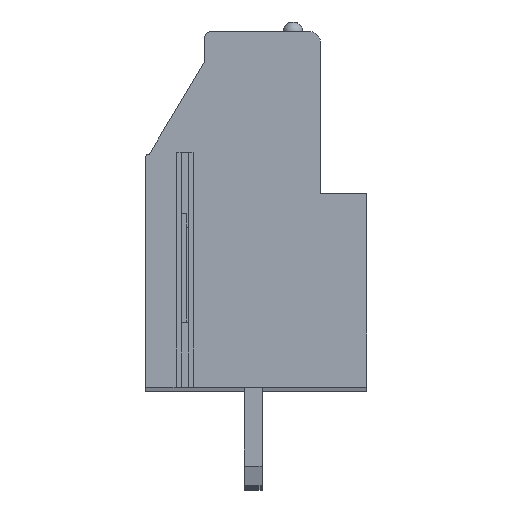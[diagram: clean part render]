
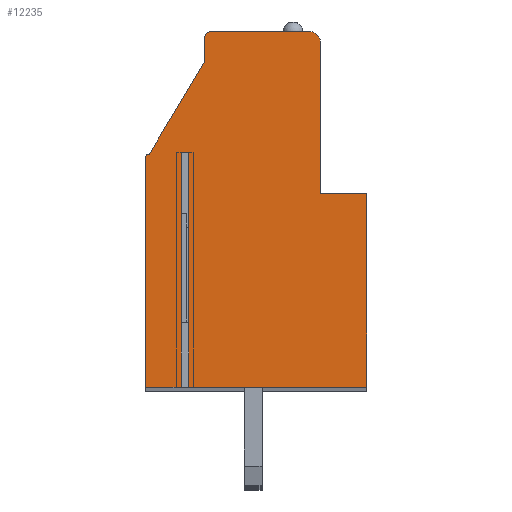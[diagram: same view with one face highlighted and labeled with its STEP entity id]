
A CAD part, top view. The second image highlights one B-rep face of the part: STEP entity #12235.
In plain terms, the highlighted planar face has unit normal (0, 0, 1).
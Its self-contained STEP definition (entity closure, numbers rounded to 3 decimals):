
#30=DIRECTION('',(-1.,0.,0.));
#31=VECTOR('',#30,0.38);
#32=CARTESIAN_POINT('',(-3.27,4.204,119.38));
#33=LINE('',#32,#31);
#34=DIRECTION('',(0.,1.,0.));
#35=VECTOR('',#34,11.9);
#36=CARTESIAN_POINT('',(-3.65,-7.696,119.38));
#37=LINE('',#36,#35);
#38=DIRECTION('',(1.,0.,0.));
#39=VECTOR('',#38,1.81);
#40=CARTESIAN_POINT('',(-5.46,-7.696,119.38));
#41=LINE('',#40,#39);
#42=DIRECTION('',(0.,-1.,0.));
#43=VECTOR('',#42,11.6);
#44=CARTESIAN_POINT('',(-5.46,3.904,119.38));
#45=LINE('',#44,#43);
#46=CARTESIAN_POINT('',(-5.26,3.904,119.38));
#47=DIRECTION('',(0.,0.,1.));
#48=DIRECTION('',(0.,1.,0.));
#49=AXIS2_PLACEMENT_3D('',#46,#47,#48);
#51=DIRECTION('',(-0.512,-0.859,0.));
#52=VECTOR('',#51,5.471);
#53=CARTESIAN_POINT('',(-2.46,8.804,119.38));
#54=LINE('',#53,#52);
#55=DIRECTION('',(0.,-1.,0.));
#56=VECTOR('',#55,1.2);
#57=CARTESIAN_POINT('',(-2.46,10.004,119.38));
#58=LINE('',#57,#56);
#59=CARTESIAN_POINT('',(-2.16,10.004,119.38));
#60=DIRECTION('',(0.,0.,1.));
#61=DIRECTION('',(0.,1.,0.));
#62=AXIS2_PLACEMENT_3D('',#59,#60,#61);
#64=DIRECTION('',(-1.,0.,0.));
#65=VECTOR('',#64,5.05);
#66=CARTESIAN_POINT('',(2.89,10.304,119.38));
#67=LINE('',#66,#65);
#68=CARTESIAN_POINT('',(2.89,9.804,119.38));
#69=DIRECTION('',(0.,0.,1.));
#70=DIRECTION('',(1.,0.,0.));
#71=AXIS2_PLACEMENT_3D('',#68,#69,#70);
#73=DIRECTION('',(0.,1.,0.));
#74=VECTOR('',#73,7.7);
#75=CARTESIAN_POINT('',(3.39,2.104,119.38));
#76=LINE('',#75,#74);
#77=DIRECTION('',(-1.,0.,0.));
#78=VECTOR('',#77,2.35);
#79=CARTESIAN_POINT('',(5.74,2.104,119.38));
#80=LINE('',#79,#78);
#81=DIRECTION('',(0.,1.,0.));
#82=VECTOR('',#81,9.8);
#83=CARTESIAN_POINT('',(5.74,-7.696,119.38));
#84=LINE('',#83,#82);
#85=DIRECTION('',(1.,0.,0.));
#86=VECTOR('',#85,9.01);
#87=CARTESIAN_POINT('',(-3.27,-7.696,119.38));
#88=LINE('',#87,#86);
#89=DIRECTION('',(0.,1.,0.));
#90=VECTOR('',#89,11.9);
#91=CARTESIAN_POINT('',(-3.27,-7.696,119.38));
#92=LINE('',#91,#90);
#9412=CARTESIAN_POINT('',(5.74,-7.696,119.38));
#9413=CARTESIAN_POINT('',(5.74,2.104,119.38));
#9414=VERTEX_POINT('',#9412);
#9415=VERTEX_POINT('',#9413);
#9416=CARTESIAN_POINT('',(3.39,2.104,119.38));
#9417=VERTEX_POINT('',#9416);
#9418=CARTESIAN_POINT('',(3.39,9.804,119.38));
#9419=VERTEX_POINT('',#9418);
#9420=CARTESIAN_POINT('',(2.89,10.304,119.38));
#9421=VERTEX_POINT('',#9420);
#9422=CARTESIAN_POINT('',(-2.16,10.304,119.38));
#9423=VERTEX_POINT('',#9422);
#9424=CARTESIAN_POINT('',(-2.46,10.004,119.38));
#9425=VERTEX_POINT('',#9424);
#9426=CARTESIAN_POINT('',(-2.46,8.804,119.38));
#9427=VERTEX_POINT('',#9426);
#9428=CARTESIAN_POINT('',(-5.26,4.104,119.38));
#9429=VERTEX_POINT('',#9428);
#9430=CARTESIAN_POINT('',(-5.46,3.904,119.38));
#9431=VERTEX_POINT('',#9430);
#9432=CARTESIAN_POINT('',(-5.46,-7.696,119.38));
#9433=VERTEX_POINT('',#9432);
#9514=CARTESIAN_POINT('',(-3.27,4.204,119.38));
#9515=CARTESIAN_POINT('',(-3.65,4.204,119.38));
#9516=VERTEX_POINT('',#9514);
#9517=VERTEX_POINT('',#9515);
#9518=CARTESIAN_POINT('',(-3.27,-7.696,119.38));
#9519=VERTEX_POINT('',#9518);
#9520=CARTESIAN_POINT('',(-3.65,-7.696,119.38));
#9521=VERTEX_POINT('',#9520);
#12198=CARTESIAN_POINT('',(0.,0.,119.38));
#12199=DIRECTION('',(0.,0.,1.));
#12200=DIRECTION('',(1.,0.,0.));
#12201=AXIS2_PLACEMENT_3D('',#12198,#12199,#12200);
#12202=PLANE('',#12201);
#12204=ORIENTED_EDGE('',*,*,#12203,.T.);
#12206=ORIENTED_EDGE('',*,*,#12205,.F.);
#12208=ORIENTED_EDGE('',*,*,#12207,.F.);
#12210=ORIENTED_EDGE('',*,*,#12209,.F.);
#12212=ORIENTED_EDGE('',*,*,#12211,.F.);
#12214=ORIENTED_EDGE('',*,*,#12213,.F.);
#12216=ORIENTED_EDGE('',*,*,#12215,.F.);
#12218=ORIENTED_EDGE('',*,*,#12217,.F.);
#12220=ORIENTED_EDGE('',*,*,#12219,.F.);
#12222=ORIENTED_EDGE('',*,*,#12221,.F.);
#12224=ORIENTED_EDGE('',*,*,#12223,.F.);
#12226=ORIENTED_EDGE('',*,*,#12225,.F.);
#12228=ORIENTED_EDGE('',*,*,#12227,.F.);
#12230=ORIENTED_EDGE('',*,*,#12229,.F.);
#12232=ORIENTED_EDGE('',*,*,#12231,.T.);
#12233=EDGE_LOOP('',(#12204,#12206,#12208,#12210,#12212,#12214,#12216,#12218,
#12220,#12222,#12224,#12226,#12228,#12230,#12232));
#12234=FACE_OUTER_BOUND('',#12233,.F.);
#50=CIRCLE('',#49,0.2);
#63=CIRCLE('',#62,0.3);
#72=CIRCLE('',#71,0.5);
#12203=EDGE_CURVE('',#9516,#9517,#33,.T.);
#12205=EDGE_CURVE('',#9521,#9517,#37,.T.);
#12207=EDGE_CURVE('',#9433,#9521,#41,.T.);
#12209=EDGE_CURVE('',#9431,#9433,#45,.T.);
#12211=EDGE_CURVE('',#9429,#9431,#50,.T.);
#12213=EDGE_CURVE('',#9427,#9429,#54,.T.);
#12215=EDGE_CURVE('',#9425,#9427,#58,.T.);
#12217=EDGE_CURVE('',#9423,#9425,#63,.T.);
#12219=EDGE_CURVE('',#9421,#9423,#67,.T.);
#12221=EDGE_CURVE('',#9419,#9421,#72,.T.);
#12223=EDGE_CURVE('',#9417,#9419,#76,.T.);
#12225=EDGE_CURVE('',#9415,#9417,#80,.T.);
#12227=EDGE_CURVE('',#9414,#9415,#84,.T.);
#12229=EDGE_CURVE('',#9519,#9414,#88,.T.);
#12231=EDGE_CURVE('',#9519,#9516,#92,.T.);
#12235=ADVANCED_FACE('',(#12234),#12202,.T.);
